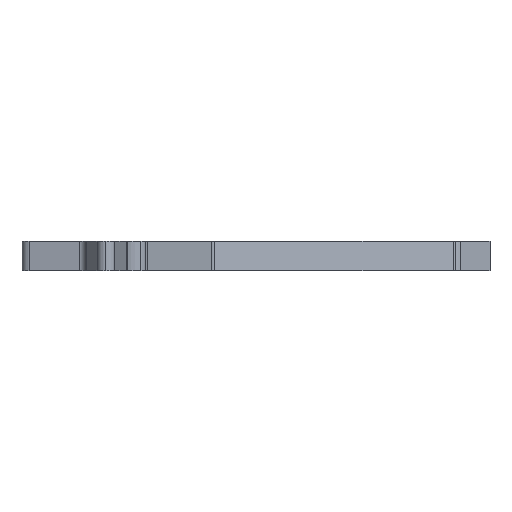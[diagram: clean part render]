
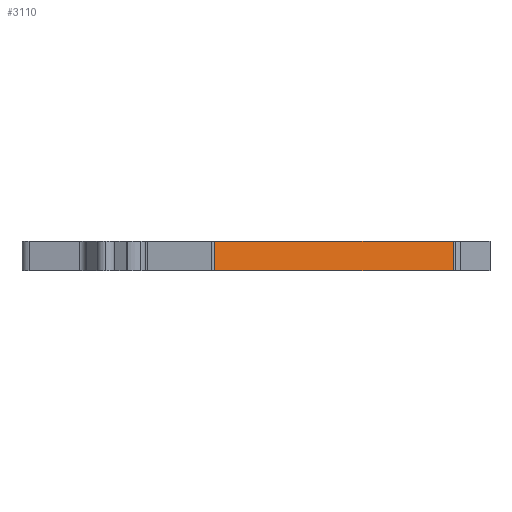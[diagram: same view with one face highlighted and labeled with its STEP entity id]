
A CAD part, left-side view. The second image highlights one B-rep face of the part: STEP entity #3110.
In plain terms, the highlighted planar face has unit normal (-0.835, -0.55, 0).
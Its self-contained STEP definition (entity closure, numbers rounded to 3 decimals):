
#259 = DIRECTION ( 'NONE',  ( 0., 0., -1. ) ) ;
#434 = ORIENTED_EDGE ( 'NONE', *, *, #4151, .T. ) ;
#517 = VERTEX_POINT ( 'NONE', #3773 ) ;
#593 = EDGE_CURVE ( 'NONE', #2557, #1739, #2187, .T. ) ;
#942 = CARTESIAN_POINT ( 'NONE',  ( -58.897, 17.248, 0. ) ) ;
#1083 = LINE ( 'NONE', #3667, #2965 ) ;
#1327 = LINE ( 'NONE', #1348, #1630 ) ;
#1348 = CARTESIAN_POINT ( 'NONE',  ( -58.897, 17.248, 10. ) ) ;
#1630 = VECTOR ( 'NONE', #2580, 1000. ) ;
#1664 = ORIENTED_EDGE ( 'NONE', *, *, #2107, .F. ) ;
#1665 = DIRECTION ( 'NONE',  ( -0.55, 0.835, 0. ) ) ;
#1739 = VERTEX_POINT ( 'NONE', #942 ) ;
#1767 = DIRECTION ( 'NONE',  ( 0.55, -0.835, 0. ) ) ;
#2107 = EDGE_CURVE ( 'NONE', #517, #1739, #1327, .T. ) ;
#2187 = LINE ( 'NONE', #3409, #5359 ) ;
#2243 = CARTESIAN_POINT ( 'NONE',  ( -111.501, 97.055, 10. ) ) ;
#2511 = VERTEX_POINT ( 'NONE', #2243 ) ;
#2557 = VERTEX_POINT ( 'NONE', #4398 ) ;
#2580 = DIRECTION ( 'NONE',  ( 0., 0., -1. ) ) ;
#2784 = VECTOR ( 'NONE', #1767, 1000. ) ;
#2880 = EDGE_LOOP ( 'NONE', ( #4860, #434, #3525, #1664 ) ) ;
#2965 = VECTOR ( 'NONE', #259, 1000. ) ;
#2968 = AXIS2_PLACEMENT_3D ( 'NONE', #3816, #2991, #1665 ) ;
#2991 = DIRECTION ( 'NONE',  ( 0.835, 0.55, 0. ) ) ;
#3110 = ADVANCED_FACE ( 'NONE', ( #5132 ), #5111, .F. ) ;
#3183 = EDGE_CURVE ( 'NONE', #2511, #517, #3375, .T. ) ;
#3375 = LINE ( 'NONE', #4721, #2784 ) ;
#3409 = CARTESIAN_POINT ( 'NONE',  ( -111.852, 97.587, 0. ) ) ;
#3525 = ORIENTED_EDGE ( 'NONE', *, *, #593, .T. ) ;
#3667 = CARTESIAN_POINT ( 'NONE',  ( -111.501, 97.055, 0. ) ) ;
#3773 = CARTESIAN_POINT ( 'NONE',  ( -58.897, 17.248, 10. ) ) ;
#3816 = CARTESIAN_POINT ( 'NONE',  ( -111.852, 97.587, 10. ) ) ;
#4151 = EDGE_CURVE ( 'NONE', #2511, #2557, #1083, .T. ) ;
#4398 = CARTESIAN_POINT ( 'NONE',  ( -111.501, 97.055, 0. ) ) ;
#4721 = CARTESIAN_POINT ( 'NONE',  ( -111.852, 97.587, 10. ) ) ;
#4860 = ORIENTED_EDGE ( 'NONE', *, *, #3183, .F. ) ;
#5111 = PLANE ( 'NONE',  #2968 ) ;
#5132 = FACE_OUTER_BOUND ( 'NONE', #2880, .T. ) ;
#5138 = DIRECTION ( 'NONE',  ( 0.55, -0.835, 0. ) ) ;
#5359 = VECTOR ( 'NONE', #5138, 1000. ) ;
